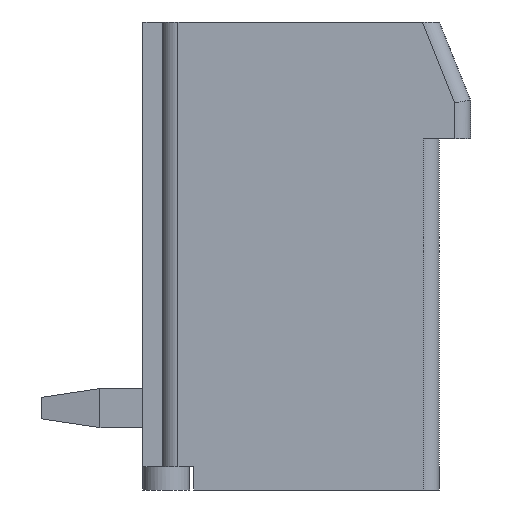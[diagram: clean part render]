
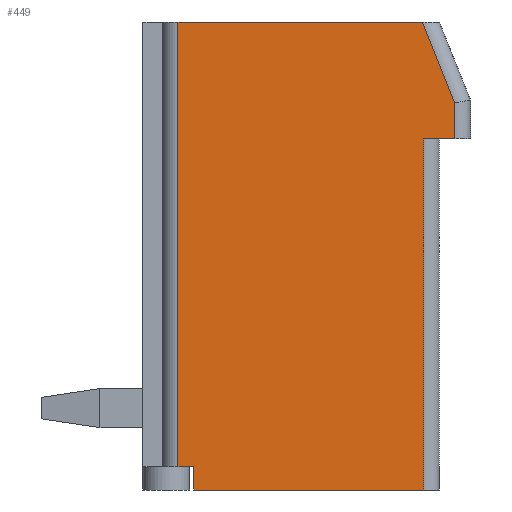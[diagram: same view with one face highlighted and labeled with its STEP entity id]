
A CAD part, left-side view. The second image highlights one B-rep face of the part: STEP entity #449.
In plain terms, the highlighted planar face has unit normal (-1, 0, 0).
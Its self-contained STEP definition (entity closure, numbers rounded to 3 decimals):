
#449 = ADVANCED_FACE( '', ( #1018 ), #1019, .T. );
#1018 = FACE_OUTER_BOUND( '', #1730, .T. );
#1019 = PLANE( '', #1731 );
#1730 = EDGE_LOOP( '', ( #2836, #2837, #2838, #2839, #2840, #2841, #2842, #2843, #2844 ) );
#1731 = AXIS2_PLACEMENT_3D( '', #2845, #2846, #2847 );
#2836 = ORIENTED_EDGE( '', *, *, #4694, .T. );
#2837 = ORIENTED_EDGE( '', *, *, #4695, .T. );
#2838 = ORIENTED_EDGE( '', *, *, #4340, .T. );
#2839 = ORIENTED_EDGE( '', *, *, #4696, .T. );
#2840 = ORIENTED_EDGE( '', *, *, #4697, .T. );
#2841 = ORIENTED_EDGE( '', *, *, #4698, .T. );
#2842 = ORIENTED_EDGE( '', *, *, #4699, .F. );
#2843 = ORIENTED_EDGE( '', *, *, #4700, .T. );
#2844 = ORIENTED_EDGE( '', *, *, #4701, .F. );
#2845 = CARTESIAN_POINT( '', ( 0., 8.4, 12. ) );
#2846 = DIRECTION( '', ( -1., 0., 0. ) );
#2847 = DIRECTION( '', ( 0., 0., 1. ) );
#4340 = EDGE_CURVE( '', #5169, #5166, #5170, .F. );
#4694 = EDGE_CURVE( '', #5766, #5767, #5768, .T. );
#4695 = EDGE_CURVE( '', #5767, #5169, #5769, .T. );
#4696 = EDGE_CURVE( '', #5166, #5770, #5771, .T. );
#4697 = EDGE_CURVE( '', #5770, #5772, #5773, .F. );
#4698 = EDGE_CURVE( '', #5772, #5774, #5775, .F. );
#4699 = EDGE_CURVE( '', #5776, #5774, #5777, .T. );
#4700 = EDGE_CURVE( '', #5776, #5778, #5779, .F. );
#4701 = EDGE_CURVE( '', #5766, #5778, #5780, .T. );
#5166 = VERTEX_POINT( '', #6383 );
#5169 = VERTEX_POINT( '', #6386 );
#5170 = LINE( '', #6387, #6388 );
#5766 = VERTEX_POINT( '', #7232 );
#5767 = VERTEX_POINT( '', #7233 );
#5768 = LINE( '', #7234, #7235 );
#5769 = LINE( '', #7236, #7237 );
#5770 = VERTEX_POINT( '', #7238 );
#5771 = LINE( '', #7239, #7240 );
#5772 = VERTEX_POINT( '', #7241 );
#5773 = LINE( '', #7242, #7243 );
#5774 = VERTEX_POINT( '', #7244 );
#5775 = LINE( '', #7245, #7246 );
#5776 = VERTEX_POINT( '', #7247 );
#5777 = LINE( '', #7248, #7249 );
#5778 = VERTEX_POINT( '', #7250 );
#5779 = LINE( '', #7251, #7252 );
#5780 = LINE( '', #7253, #7254 );
#6383 = CARTESIAN_POINT( '', ( 0., 1.2, 9. ) );
#6386 = CARTESIAN_POINT( '', ( 0., 1.2, 0. ) );
#6387 = CARTESIAN_POINT( '', ( 0., 1.2, 12. ) );
#6388 = VECTOR( '', #8109, 1000. );
#7232 = CARTESIAN_POINT( '', ( 0., 7.1, 0.6 ) );
#7233 = CARTESIAN_POINT( '', ( 0., 7.1, 0. ) );
#7234 = CARTESIAN_POINT( '', ( 0., 7.1, 0.6 ) );
#7235 = VECTOR( '', #8493, 1000. );
#7236 = CARTESIAN_POINT( '', ( 0., 8.4, 0. ) );
#7237 = VECTOR( '', #8494, 1000. );
#7238 = CARTESIAN_POINT( '', ( 0., 0.4, 9. ) );
#7239 = CARTESIAN_POINT( '', ( 0., 0.8, 9. ) );
#7240 = VECTOR( '', #8495, 1000. );
#7241 = CARTESIAN_POINT( '', ( 0., 0.4, 9.923 ) );
#7242 = CARTESIAN_POINT( '', ( 0., 0.4, 12. ) );
#7243 = VECTOR( '', #8496, 1000. );
#7244 = CARTESIAN_POINT( '', ( 0., 1.231, 12. ) );
#7245 = CARTESIAN_POINT( '', ( 0., 2.22, 14.472 ) );
#7246 = VECTOR( '', #8497, 1000. );
#7247 = CARTESIAN_POINT( '', ( 0., 7.5, 12. ) );
#7248 = CARTESIAN_POINT( '', ( 0., 8.4, 12. ) );
#7249 = VECTOR( '', #8498, 1000. );
#7250 = CARTESIAN_POINT( '', ( 0., 7.5, 0.6 ) );
#7251 = CARTESIAN_POINT( '', ( 0., 7.5, 12. ) );
#7252 = VECTOR( '', #8499, 1000. );
#7253 = CARTESIAN_POINT( '', ( 0., 7.1, 0.6 ) );
#7254 = VECTOR( '', #8500, 1000. );
#8109 = DIRECTION( '', ( 0., 0., -1. ) );
#8493 = DIRECTION( '', ( 0., 0., -1. ) );
#8494 = DIRECTION( '', ( 0., -1., 0. ) );
#8495 = DIRECTION( '', ( 0., -1., 0. ) );
#8496 = DIRECTION( '', ( 0., 0., -1. ) );
#8497 = DIRECTION( '', ( 0., -0.371, -0.928 ) );
#8498 = DIRECTION( '', ( 0., -1., 0. ) );
#8499 = DIRECTION( '', ( 0., 0., 1. ) );
#8500 = DIRECTION( '', ( 0., 1., 0. ) );
